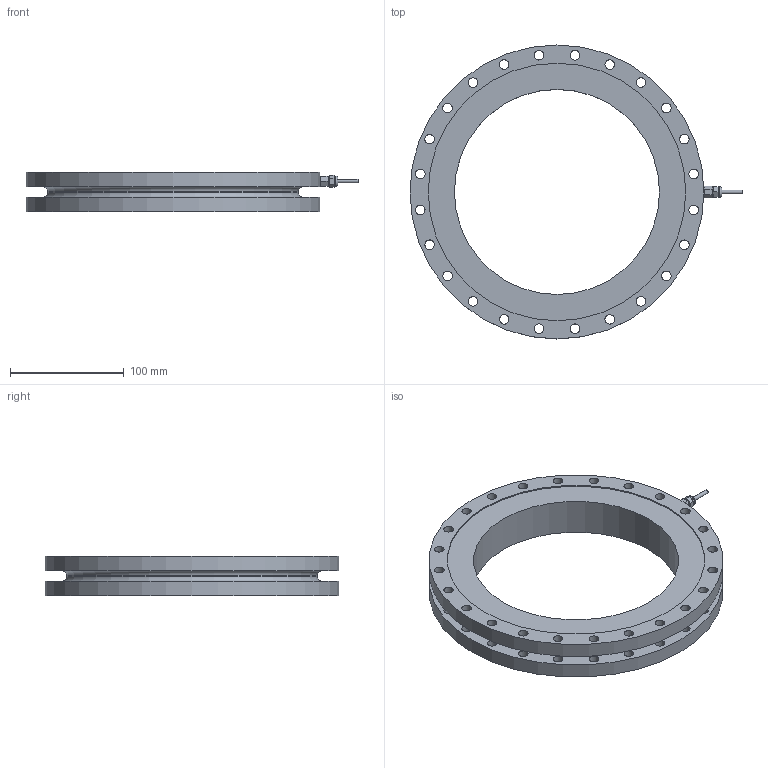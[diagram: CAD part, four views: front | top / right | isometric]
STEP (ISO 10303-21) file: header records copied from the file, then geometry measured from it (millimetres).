
FILE_DESCRIPTION( ( 'Unknown' ), '1' );
FILE_NAME( 'K2698-300kN.stp', 'Unknown', ( 'Unknown' ), ( 'Unknown' ), 'PSStep 17.0.49', 'Unknown', ' ' );
FILE_SCHEMA( ( 'AUTOMOTIVE_DESIGN { 1 0 10303 214 1 1 1 1 }' ) );
Length unit declared in the file: millimetre
Products named in the file (4): Assem1; 2698-005_Kraftaufnehmer; skindicht-mini m6x1_doc-00006679; kabeldurchmesser 3,2_doc-00040959
Assembly tree (3 placements, depth 2):
  Assem1
    2698-005_Kraftaufnehmer
    skindicht-mini m6x1_doc-00006679
    kabeldurchmesser 3,2_doc-00040959
Bounding box: 291.37 x 258 x 35 mm (x, y, z)
Volume: 752956.7 mm3; surface area: 139643.8 mm2
Topology: 3 solids, 4 shells, 122 faces, 317 edges, 208 vertices
Faces by surface type: cylinder 68, plane 37, cone 14, torus 3
Full cylindrical faces by diameter (mm): 3.2 x2, 8 x1, 8.376 x48, 9.026 x1, 180 x1, 220 x1, 226 x2, 258 x2
Entity records: 4488 total; most frequent: DIRECTION 636, CARTESIAN_POINT 534, ORIENTED_EDGE 452, EDGE_LOOP 294, AXIS2_PLACEMENT_3D 284, EDGE_CURVE 226, FACE_OUTER_BOUND 183, VERTEX_POINT 182
